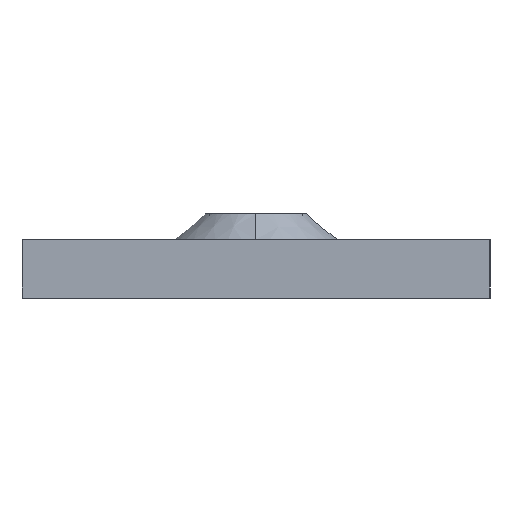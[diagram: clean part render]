
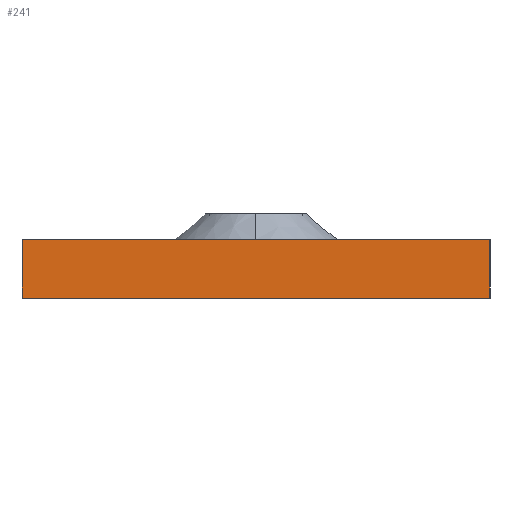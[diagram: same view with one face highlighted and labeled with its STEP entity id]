
A CAD part, left-side view. The second image highlights one B-rep face of the part: STEP entity #241.
In plain terms, the highlighted planar face has unit normal (-1, 0, 0).
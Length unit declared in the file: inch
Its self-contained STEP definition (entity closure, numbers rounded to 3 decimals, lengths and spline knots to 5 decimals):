
#50 = ORIENTED_EDGE ( 'NONE', *, *, #634, .T. ) ;
#104 = VERTEX_POINT ( 'NONE', #304 ) ;
#131 = CARTESIAN_POINT ( 'NONE',  ( -10.75, -0.75, 0.188 ) ) ;
#138 = EDGE_LOOP ( 'NONE', ( #50, #448, #164, #372 ) ) ;
#153 = CARTESIAN_POINT ( 'NONE',  ( -10.75, 0.75, 0.188 ) ) ;
#154 = EDGE_CURVE ( 'NONE', #104, #286, #566, .T. ) ;
#161 = VECTOR ( 'NONE', #589, 39.37008 ) ;
#164 = ORIENTED_EDGE ( 'NONE', *, *, #154, .T. ) ;
#170 = CARTESIAN_POINT ( 'NONE',  ( -10.75, -0.75, 0.188 ) ) ;
#172 = CARTESIAN_POINT ( 'NONE',  ( -10.75, 0.75, 0.188 ) ) ;
#180 = LINE ( 'NONE', #325, #427 ) ;
#198 = LINE ( 'NONE', #170, #453 ) ;
#201 = LINE ( 'NONE', #646, #161 ) ;
#207 = DIRECTION ( 'NONE',  ( 0., 0., -1. ) ) ;
#241 = ADVANCED_FACE ( 'NONE', ( #291 ), #511, .F. ) ;
#252 = EDGE_CURVE ( 'NONE', #104, #394, #198, .T. ) ;
#286 = VERTEX_POINT ( 'NONE', #364 ) ;
#291 = FACE_OUTER_BOUND ( 'NONE', #138, .T. ) ;
#304 = CARTESIAN_POINT ( 'NONE',  ( -10.75, 0.75, 0.188 ) ) ;
#310 = DIRECTION ( 'NONE',  ( 0., -1., 0. ) ) ;
#325 = CARTESIAN_POINT ( 'NONE',  ( -10.75, 0.75, 0. ) ) ;
#364 = CARTESIAN_POINT ( 'NONE',  ( -10.75, 0.75, 0. ) ) ;
#372 = ORIENTED_EDGE ( 'NONE', *, *, #425, .F. ) ;
#394 = VERTEX_POINT ( 'NONE', #131 ) ;
#407 = DIRECTION ( 'NONE',  ( 1., 0., 0. ) ) ;
#423 = VERTEX_POINT ( 'NONE', #621 ) ;
#425 = EDGE_CURVE ( 'NONE', #423, #286, #180, .T. ) ;
#427 = VECTOR ( 'NONE', #524, 39.37008 ) ;
#448 = ORIENTED_EDGE ( 'NONE', *, *, #252, .F. ) ;
#453 = VECTOR ( 'NONE', #310, 39.37008 ) ;
#511 = PLANE ( 'NONE',  #586 ) ;
#524 = DIRECTION ( 'NONE',  ( 0., 1., 0. ) ) ;
#529 = VECTOR ( 'NONE', #550, 39.37008 ) ;
#550 = DIRECTION ( 'NONE',  ( 0., 0., -1. ) ) ;
#566 = LINE ( 'NONE', #153, #529 ) ;
#586 = AXIS2_PLACEMENT_3D ( 'NONE', #172, #407, #207 ) ;
#589 = DIRECTION ( 'NONE',  ( 0., 0., 1. ) ) ;
#621 = CARTESIAN_POINT ( 'NONE',  ( -10.75, -0.75, 0. ) ) ;
#634 = EDGE_CURVE ( 'NONE', #423, #394, #201, .T. ) ;
#646 = CARTESIAN_POINT ( 'NONE',  ( -10.75, -0.75, 0.188 ) ) ;
